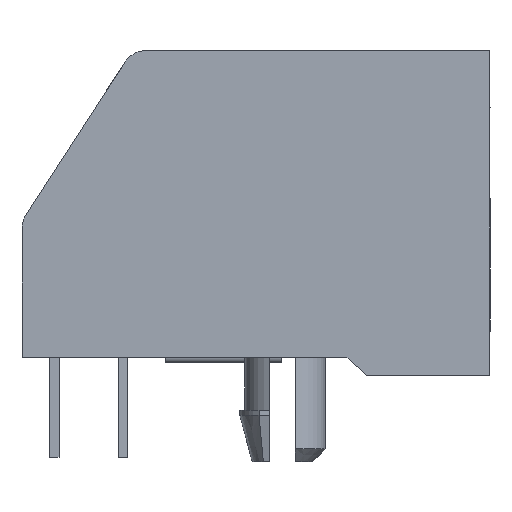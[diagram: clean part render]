
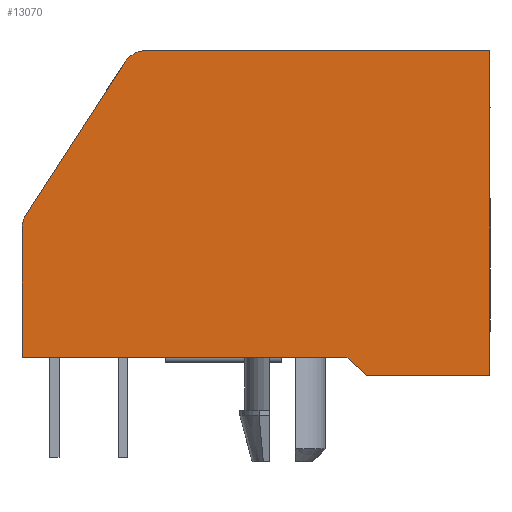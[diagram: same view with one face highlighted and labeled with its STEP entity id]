
A CAD part, left-side view. The second image highlights one B-rep face of the part: STEP entity #13070.
In plain terms, the highlighted planar face has unit normal (-1, 0, 0).
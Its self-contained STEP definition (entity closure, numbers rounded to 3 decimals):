
#202 = VECTOR ( 'NONE', #5200, 1000. ) ;
#396 = DIRECTION ( 'NONE',  ( 0., 1., 0. ) ) ;
#484 = CARTESIAN_POINT ( 'NONE',  ( -7.62, 18.288, 0.7 ) ) ;
#730 = ORIENTED_EDGE ( 'NONE', *, *, #2498, .F. ) ;
#1357 = LINE ( 'NONE', #23594, #202 ) ;
#1865 = CARTESIAN_POINT ( 'NONE',  ( -7.62, 0., 0. ) ) ;
#2037 = CARTESIAN_POINT ( 'NONE',  ( -7.62, 13.426, 12.7 ) ) ;
#2109 = VECTOR ( 'NONE', #5258, 1000. ) ;
#2122 = VERTEX_POINT ( 'NONE', #17054 ) ;
#2455 = VERTEX_POINT ( 'NONE', #3393 ) ;
#2498 = EDGE_CURVE ( 'NONE', #8067, #20887, #13028, .T. ) ;
#2668 = EDGE_CURVE ( 'NONE', #22712, #5837, #21363, .T. ) ;
#2924 = CARTESIAN_POINT ( 'NONE',  ( -7.62, 17.288, 5.738 ) ) ;
#3218 = ORIENTED_EDGE ( 'NONE', *, *, #7954, .F. ) ;
#3254 = VECTOR ( 'NONE', #14632, 1000. ) ;
#3393 = CARTESIAN_POINT ( 'NONE',  ( -7.62, 4.826, 0. ) ) ;
#3445 = AXIS2_PLACEMENT_3D ( 'NONE', #10260, #23081, #12084 ) ;
#3520 = VECTOR ( 'NONE', #20779, 1000. ) ;
#5200 = DIRECTION ( 'NONE',  ( 0., -0.544, 0.839 ) ) ;
#5258 = DIRECTION ( 'NONE',  ( 0., 1., 0. ) ) ;
#5837 = VERTEX_POINT ( 'NONE', #6049 ) ;
#6049 = CARTESIAN_POINT ( 'NONE',  ( -7.62, 18.288, 0.7 ) ) ;
#6140 = AXIS2_PLACEMENT_3D ( 'NONE', #2924, #17714, #6720 ) ;
#6370 = AXIS2_PLACEMENT_3D ( 'NONE', #20786, #9792, #22624 ) ;
#6720 = DIRECTION ( 'NONE',  ( 0., 0., 1. ) ) ;
#7000 = LINE ( 'NONE', #16171, #2109 ) ;
#7481 = EDGE_CURVE ( 'NONE', #13206, #22390, #1357, .T. ) ;
#7717 = ORIENTED_EDGE ( 'NONE', *, *, #11247, .F. ) ;
#7947 = VECTOR ( 'NONE', #13948, 1000. ) ;
#7954 = EDGE_CURVE ( 'NONE', #5837, #2122, #12848, .T. ) ;
#8067 = VERTEX_POINT ( 'NONE', #23412 ) ;
#8327 = CIRCLE ( 'NONE', #6370, 1. ) ;
#8398 = LINE ( 'NONE', #11598, #3520 ) ;
#8561 = CARTESIAN_POINT ( 'NONE',  ( -7.62, 5.588, 0.7 ) ) ;
#9378 = EDGE_CURVE ( 'NONE', #22390, #23097, #8327, .T. ) ;
#9580 = EDGE_CURVE ( 'NONE', #2122, #13206, #17226, .T. ) ;
#9792 = DIRECTION ( 'NONE',  ( 1., 0., 0. ) ) ;
#10260 = CARTESIAN_POINT ( 'NONE',  ( -7.62, 17.288, 5.738 ) ) ;
#10284 = CARTESIAN_POINT ( 'NONE',  ( -7.62, 18.288, 5.738 ) ) ;
#10323 = FACE_OUTER_BOUND ( 'NONE', #13119, .T. ) ;
#11021 = VECTOR ( 'NONE', #396, 1000. ) ;
#11247 = EDGE_CURVE ( 'NONE', #20887, #2455, #7000, .T. ) ;
#11475 = EDGE_CURVE ( 'NONE', #23097, #8067, #8398, .T. ) ;
#11598 = CARTESIAN_POINT ( 'NONE',  ( -7.62, 0., 12.7 ) ) ;
#12084 = DIRECTION ( 'NONE',  ( 0., 0., 1. ) ) ;
#12848 = LINE ( 'NONE', #10284, #7947 ) ;
#13028 = LINE ( 'NONE', #1865, #3254 ) ;
#13070 = ADVANCED_FACE ( 'NONE', ( #10323 ), #23171, .T. ) ;
#13119 = EDGE_LOOP ( 'NONE', ( #7717, #730, #15878, #22457, #23257, #19656, #3218, #17616, #16284 ) ) ;
#13206 = VERTEX_POINT ( 'NONE', #21749 ) ;
#13715 = LINE ( 'NONE', #8561, #14283 ) ;
#13841 = CARTESIAN_POINT ( 'NONE',  ( -7.62, 5.588, 0.7 ) ) ;
#13948 = DIRECTION ( 'NONE',  ( 0., 0., 1. ) ) ;
#14011 = CARTESIAN_POINT ( 'NONE',  ( -7.62, 0., 0. ) ) ;
#14283 = VECTOR ( 'NONE', #21430, 1000. ) ;
#14632 = DIRECTION ( 'NONE',  ( 0., 0., -1. ) ) ;
#15878 = ORIENTED_EDGE ( 'NONE', *, *, #11475, .F. ) ;
#16171 = CARTESIAN_POINT ( 'NONE',  ( -7.62, 0., 0. ) ) ;
#16284 = ORIENTED_EDGE ( 'NONE', *, *, #17552, .F. ) ;
#17054 = CARTESIAN_POINT ( 'NONE',  ( -7.62, 18.288, 5.738 ) ) ;
#17226 = CIRCLE ( 'NONE', #3445, 1. ) ;
#17552 = EDGE_CURVE ( 'NONE', #2455, #22712, #13715, .T. ) ;
#17616 = ORIENTED_EDGE ( 'NONE', *, *, #2668, .F. ) ;
#17714 = DIRECTION ( 'NONE',  ( -1., 0., 0. ) ) ;
#18290 = CARTESIAN_POINT ( 'NONE',  ( -7.62, 14.266, 12.244 ) ) ;
#19656 = ORIENTED_EDGE ( 'NONE', *, *, #9580, .F. ) ;
#20779 = DIRECTION ( 'NONE',  ( 0., -1., 0. ) ) ;
#20786 = CARTESIAN_POINT ( 'NONE',  ( -7.62, 13.426, 11.7 ) ) ;
#20887 = VERTEX_POINT ( 'NONE', #14011 ) ;
#21363 = LINE ( 'NONE', #484, #11021 ) ;
#21430 = DIRECTION ( 'NONE',  ( 0., 0.736, 0.677 ) ) ;
#21749 = CARTESIAN_POINT ( 'NONE',  ( -7.62, 18.127, 6.282 ) ) ;
#22390 = VERTEX_POINT ( 'NONE', #18290 ) ;
#22457 = ORIENTED_EDGE ( 'NONE', *, *, #9378, .F. ) ;
#22624 = DIRECTION ( 'NONE',  ( 0., 0., 1. ) ) ;
#22712 = VERTEX_POINT ( 'NONE', #13841 ) ;
#23081 = DIRECTION ( 'NONE',  ( 1., 0., 0. ) ) ;
#23097 = VERTEX_POINT ( 'NONE', #2037 ) ;
#23171 = PLANE ( 'NONE',  #6140 ) ;
#23257 = ORIENTED_EDGE ( 'NONE', *, *, #7481, .F. ) ;
#23412 = CARTESIAN_POINT ( 'NONE',  ( -7.62, 0., 12.7 ) ) ;
#23594 = CARTESIAN_POINT ( 'NONE',  ( -7.62, 14.266, 12.244 ) ) ;
